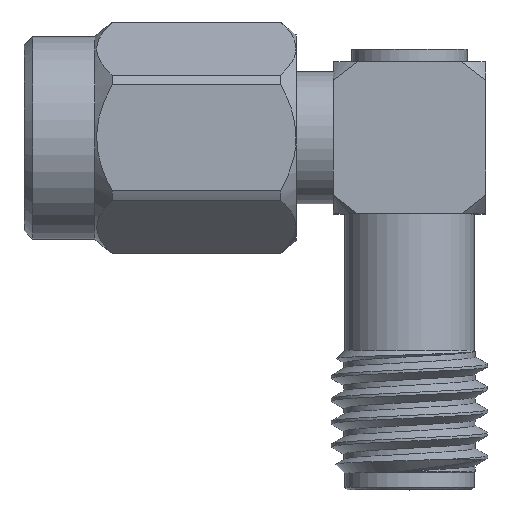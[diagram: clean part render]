
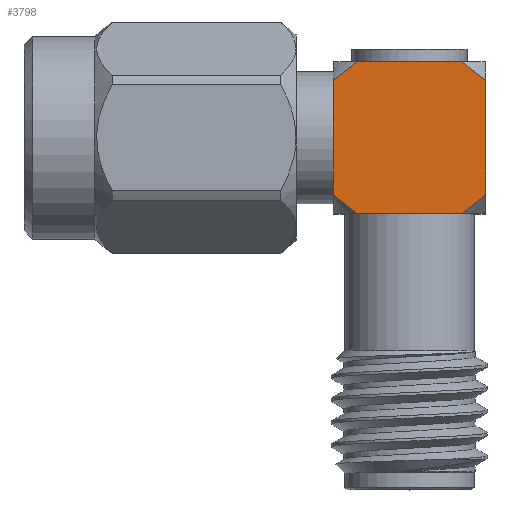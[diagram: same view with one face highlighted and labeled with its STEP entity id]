
A CAD part, top view. The second image highlights one B-rep face of the part: STEP entity #3798.
In plain terms, the highlighted planar face has unit normal (0, 0, 1).
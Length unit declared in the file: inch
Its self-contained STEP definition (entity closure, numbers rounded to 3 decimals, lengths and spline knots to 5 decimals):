
#34 = EDGE_CURVE ( 'NONE', #1195, #3672, #2790, .T. ) ;
#55 = VERTEX_POINT ( 'NONE', #2671 ) ;
#143 = DIRECTION ( 'NONE',  ( 0., 0., -1. ) ) ;
#251 = CARTESIAN_POINT ( 'NONE',  ( 0.0925, -0.06979, 0.09 ) ) ;
#261 = CARTESIAN_POINT ( 'NONE',  ( -0.07348, -0.08549, 0.09 ) ) ;
#271 = CARTESIAN_POINT ( 'NONE',  ( -0.06325, 0.0925, 0.09 ) ) ;
#285 = CARTESIAN_POINT ( 'NONE',  ( 0.0925, -0.06979, 0.09 ) ) ;
#377 = EDGE_CURVE ( 'NONE', #1684, #4036, #2760, .T. ) ;
#383 = ORIENTED_EDGE ( 'NONE', *, *, #4065, .T. ) ;
#458 = CARTESIAN_POINT ( 'NONE',  ( 0.06325, -0.0925, 0.09 ) ) ;
#466 = VECTOR ( 'NONE', #488, 39.37008 ) ;
#488 = DIRECTION ( 'NONE',  ( 0., 1., 0. ) ) ;
#514 = EDGE_CURVE ( 'NONE', #4036, #2060, #695, .T. ) ;
#573 = DIRECTION ( 'NONE',  ( -1., 0., 0. ) ) ;
#590 = CARTESIAN_POINT ( 'NONE',  ( -0.0925, 0.06979, 0.09 ) ) ;
#617 = EDGE_LOOP ( 'NONE', ( #1902, #1173, #383, #2165, #1302, #4137, #4021, #4254 ) ) ;
#667 = CARTESIAN_POINT ( 'NONE',  ( 0.08308, -0.07783, 0.09 ) ) ;
#695 = LINE ( 'NONE', #4302, #3868 ) ;
#886 = CARTESIAN_POINT ( 'NONE',  ( 0.06325, 0.0925, 0.09 ) ) ;
#949 = B_SPLINE_CURVE_WITH_KNOTS ( 'NONE', 3,
 ( #1058, #261, #3185, #3200 ),
 .UNSPECIFIED., .F., .F.,
 ( 4, 4 ),
 ( 0.0085, 0.00945 ),
 .UNSPECIFIED. ) ;
#1004 = CARTESIAN_POINT ( 'NONE',  ( -0.08313, 0.07779, 0.09 ) ) ;
#1058 = CARTESIAN_POINT ( 'NONE',  ( -0.06325, -0.0925, 0.09 ) ) ;
#1173 = ORIENTED_EDGE ( 'NONE', *, *, #4616, .T. ) ;
#1195 = VERTEX_POINT ( 'NONE', #251 ) ;
#1302 = ORIENTED_EDGE ( 'NONE', *, *, #514, .T. ) ;
#1347 = CARTESIAN_POINT ( 'NONE',  ( -0.0925, 0.0925, 0.09 ) ) ;
#1405 = VERTEX_POINT ( 'NONE', #3276 ) ;
#1446 = CARTESIAN_POINT ( 'NONE',  ( -0.06325, 0.0925, 0.09 ) ) ;
#1684 = VERTEX_POINT ( 'NONE', #1446 ) ;
#1724 = AXIS2_PLACEMENT_3D ( 'NONE', #2736, #143, #573 ) ;
#1802 = VERTEX_POINT ( 'NONE', #458 ) ;
#1902 = ORIENTED_EDGE ( 'NONE', *, *, #34, .T. ) ;
#2005 = PLANE ( 'NONE',  #1724 ) ;
#2011 = CARTESIAN_POINT ( 'NONE',  ( -0.0925, -0.0925, 0.09 ) ) ;
#2060 = VERTEX_POINT ( 'NONE', #3427 ) ;
#2104 = CARTESIAN_POINT ( 'NONE',  ( -0.07348, 0.08549, 0.09 ) ) ;
#2108 = EDGE_CURVE ( 'NONE', #55, #2060, #949, .T. ) ;
#2165 = ORIENTED_EDGE ( 'NONE', *, *, #377, .T. ) ;
#2197 = LINE ( 'NONE', #2011, #3693 ) ;
#2403 = DIRECTION ( 'NONE',  ( -1., 0., 0. ) ) ;
#2410 = DIRECTION ( 'NONE',  ( 1., 0., 0. ) ) ;
#2671 = CARTESIAN_POINT ( 'NONE',  ( -0.06325, -0.0925, 0.09 ) ) ;
#2684 = CARTESIAN_POINT ( 'NONE',  ( 0.08308, 0.07783, 0.09 ) ) ;
#2736 = CARTESIAN_POINT ( 'NONE',  ( 0., 0., 0.09 ) ) ;
#2745 = FACE_OUTER_BOUND ( 'NONE', #617, .T. ) ;
#2760 = B_SPLINE_CURVE_WITH_KNOTS ( 'NONE', 3,
 ( #271, #2104, #1004, #2844 ),
 .UNSPECIFIED., .F., .F.,
 ( 4, 4 ),
 ( 0.0085, 0.00945 ),
 .UNSPECIFIED. ) ;
#2790 = LINE ( 'NONE', #3069, #466 ) ;
#2844 = CARTESIAN_POINT ( 'NONE',  ( -0.0925, 0.06979, 0.09 ) ) ;
#3005 = CARTESIAN_POINT ( 'NONE',  ( 0.07341, 0.08553, 0.09 ) ) ;
#3069 = CARTESIAN_POINT ( 'NONE',  ( 0.0925, -0.0925, 0.09 ) ) ;
#3185 = CARTESIAN_POINT ( 'NONE',  ( -0.08313, -0.07779, 0.09 ) ) ;
#3200 = CARTESIAN_POINT ( 'NONE',  ( -0.0925, -0.06979, 0.09 ) ) ;
#3210 = VECTOR ( 'NONE', #2403, 39.37008 ) ;
#3276 = CARTESIAN_POINT ( 'NONE',  ( 0.06325, 0.0925, 0.09 ) ) ;
#3304 = CARTESIAN_POINT ( 'NONE',  ( 0.07341, -0.08553, 0.09 ) ) ;
#3333 = CARTESIAN_POINT ( 'NONE',  ( 0.06325, -0.0925, 0.09 ) ) ;
#3403 = EDGE_CURVE ( 'NONE', #55, #1802, #2197, .T. ) ;
#3427 = CARTESIAN_POINT ( 'NONE',  ( -0.0925, -0.06979, 0.09 ) ) ;
#3539 = LINE ( 'NONE', #1347, #3210 ) ;
#3583 = B_SPLINE_CURVE_WITH_KNOTS ( 'NONE', 3,
 ( #4134, #2684, #3005, #886 ),
 .UNSPECIFIED., .F., .F.,
 ( 4, 4 ),
 ( 0.00407, 0.00501 ),
 .UNSPECIFIED. ) ;
#3672 = VERTEX_POINT ( 'NONE', #3700 ) ;
#3693 = VECTOR ( 'NONE', #2410, 39.37008 ) ;
#3700 = CARTESIAN_POINT ( 'NONE',  ( 0.0925, 0.06979, 0.09 ) ) ;
#3798 = ADVANCED_FACE ( 'NONE', ( #2745 ), #2005, .F. ) ;
#3868 = VECTOR ( 'NONE', #3877, 39.37008 ) ;
#3877 = DIRECTION ( 'NONE',  ( 0., -1., 0. ) ) ;
#3953 = B_SPLINE_CURVE_WITH_KNOTS ( 'NONE', 3,
 ( #285, #667, #3304, #3333 ),
 .UNSPECIFIED., .F., .F.,
 ( 4, 4 ),
 ( 0.00407, 0.00501 ),
 .UNSPECIFIED. ) ;
#4021 = ORIENTED_EDGE ( 'NONE', *, *, #3403, .T. ) ;
#4036 = VERTEX_POINT ( 'NONE', #590 ) ;
#4065 = EDGE_CURVE ( 'NONE', #1405, #1684, #3539, .T. ) ;
#4134 = CARTESIAN_POINT ( 'NONE',  ( 0.0925, 0.06979, 0.09 ) ) ;
#4137 = ORIENTED_EDGE ( 'NONE', *, *, #2108, .F. ) ;
#4254 = ORIENTED_EDGE ( 'NONE', *, *, #4355, .F. ) ;
#4302 = CARTESIAN_POINT ( 'NONE',  ( -0.0925, -0.0925, 0.09 ) ) ;
#4355 = EDGE_CURVE ( 'NONE', #1195, #1802, #3953, .T. ) ;
#4616 = EDGE_CURVE ( 'NONE', #3672, #1405, #3583, .T. ) ;
